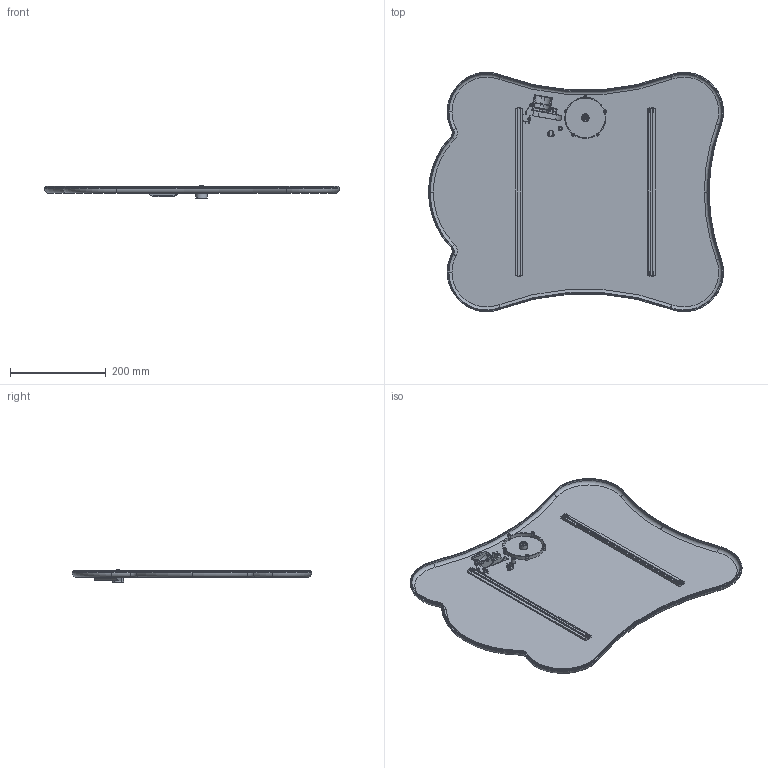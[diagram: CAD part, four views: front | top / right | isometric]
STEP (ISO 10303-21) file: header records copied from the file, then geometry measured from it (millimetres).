
FILE_DESCRIPTION (( 'STEP AP203' ), '1' );
FILE_NAME ('Moby-Socle_Défaut_sldprt.STEP', '2019-11-01T12:19:22', ( '' ), ( '' ), 'SwSTEP 2.0', 'SolidWorks 2017', '' );
FILE_SCHEMA (( 'CONFIG_CONTROL_DESIGN' ));
Length unit declared in the file: millimetre
Products named in the file (1): Moby-Socle_Défaut_sldprt
Bounding box: 615.97 x 499.9 x 25.5 mm (x, y, z)
Volume: 1004411.6 mm3; surface area: 589150.4 mm2
Topology: 1 solids, 1 shells, 817 faces, 2053 edges, 1260 vertices
Faces by surface type: cylinder 277, plane 265, torus 206, bspline 43, sphere 26
Entity records: 25526 total; most frequent: CARTESIAN_POINT 5631, DIRECTION 4405, ORIENTED_EDGE 4106, EDGE_CURVE 2053, AXIS2_PLACEMENT_3D 1725, VERTEX_POINT 1260, LINE 955, VECTOR 955
